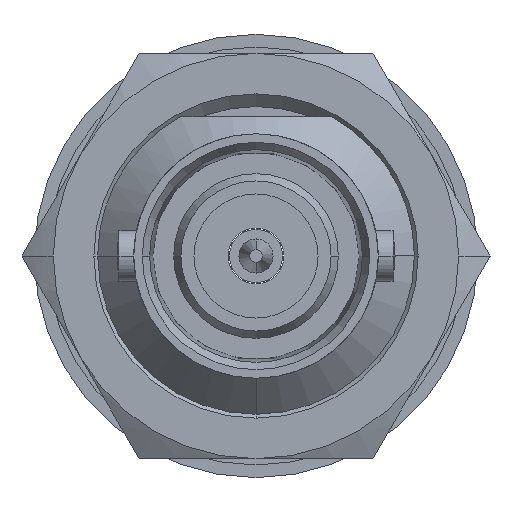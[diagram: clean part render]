
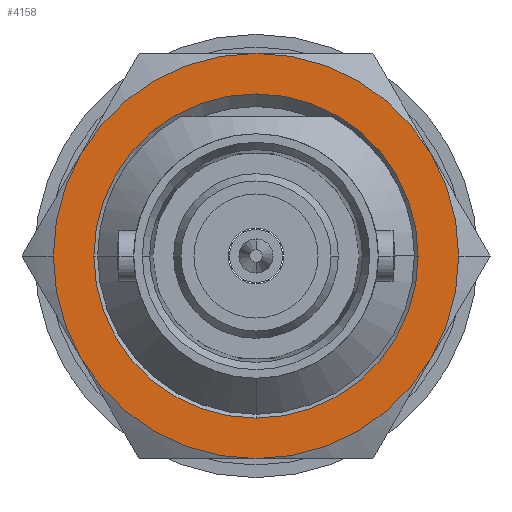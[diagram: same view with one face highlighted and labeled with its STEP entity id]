
A CAD part, left-side view. The second image highlights one B-rep face of the part: STEP entity #4158.
In plain terms, the highlighted planar face has unit normal (-1, 0, 0).
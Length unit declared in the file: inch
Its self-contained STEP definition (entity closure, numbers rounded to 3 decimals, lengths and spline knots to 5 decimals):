
#174 = DIRECTION ( 'NONE',  ( 0., -1., 0. ) ) ;
#184 = DIRECTION ( 'NONE',  ( -1., 0., 0. ) ) ;
#456 = CARTESIAN_POINT ( 'NONE',  ( 0., 0., 0. ) ) ;
#520 = FACE_OUTER_BOUND ( 'NONE', #2613, .T. ) ;
#861 = EDGE_CURVE ( 'NONE', #6646, #6920, #986, .T. ) ;
#866 = CIRCLE ( 'NONE', #2761, 0.31496 ) ;
#946 = DIRECTION ( 'NONE',  ( 1., 0., 0. ) ) ;
#986 = CIRCLE ( 'NONE', #5430, 0.31496 ) ;
#1025 = AXIS2_PLACEMENT_3D ( 'NONE', #6076, #7207, #3656 ) ;
#1033 = EDGE_CURVE ( 'NONE', #1979, #7668, #866, .T. ) ;
#1068 = CARTESIAN_POINT ( 'NONE',  ( 0., 0.25197, 0. ) ) ;
#1137 = CIRCLE ( 'NONE', #1885, 0.31496 ) ;
#1206 = VERTEX_POINT ( 'NONE', #5912 ) ;
#1222 = EDGE_CURVE ( 'NONE', #3833, #3905, #6332, .T. ) ;
#1251 = EDGE_CURVE ( 'NONE', #3874, #6920, #3888, .T. ) ;
#1355 = CARTESIAN_POINT ( 'NONE',  ( 0., 0., 0.31496 ) ) ;
#1356 = CARTESIAN_POINT ( 'NONE',  ( 0., 0., 0. ) ) ;
#1615 = VERTEX_POINT ( 'NONE', #7517 ) ;
#1712 = ORIENTED_EDGE ( 'NONE', *, *, #2547, .F. ) ;
#1759 = AXIS2_PLACEMENT_3D ( 'NONE', #3368, #946, #5203 ) ;
#1767 = ORIENTED_EDGE ( 'NONE', *, *, #3325, .T. ) ;
#1885 = AXIS2_PLACEMENT_3D ( 'NONE', #3324, #5695, #4606 ) ;
#1918 = EDGE_CURVE ( 'NONE', #6026, #6646, #7348, .T. ) ;
#1979 = VERTEX_POINT ( 'NONE', #7277 ) ;
#2421 = PLANE ( 'NONE',  #7138 ) ;
#2547 = EDGE_CURVE ( 'NONE', #6026, #1206, #1137, .T. ) ;
#2573 = EDGE_CURVE ( 'NONE', #1979, #3874, #2779, .T. ) ;
#2613 = EDGE_LOOP ( 'NONE', ( #3160, #1712, #6534, #3802, #5182, #7308, #4269, #3460 ) ) ;
#2761 = AXIS2_PLACEMENT_3D ( 'NONE', #4509, #184, #5191 ) ;
#2779 = CIRCLE ( 'NONE', #1759, 0.31496 ) ;
#2916 = DIRECTION ( 'NONE',  ( 1., 0., 0. ) ) ;
#2946 = AXIS2_PLACEMENT_3D ( 'NONE', #4183, #4831, #6702 ) ;
#3033 = CARTESIAN_POINT ( 'NONE',  ( 0., 0., 0. ) ) ;
#3160 = ORIENTED_EDGE ( 'NONE', *, *, #5332, .F. ) ;
#3324 = CARTESIAN_POINT ( 'NONE',  ( 0., 0., 0. ) ) ;
#3325 = EDGE_CURVE ( 'NONE', #6403, #3833, #4730, .T. ) ;
#3368 = CARTESIAN_POINT ( 'NONE',  ( 0., 0., 0. ) ) ;
#3460 = ORIENTED_EDGE ( 'NONE', *, *, #5459, .T. ) ;
#3547 = CARTESIAN_POINT ( 'NONE',  ( 0., 0., 0. ) ) ;
#3656 = DIRECTION ( 'NONE',  ( 0., -0.866, -0.5 ) ) ;
#3742 = DIRECTION ( 'NONE',  ( -1., 0., 0. ) ) ;
#3802 = ORIENTED_EDGE ( 'NONE', *, *, #861, .T. ) ;
#3833 = VERTEX_POINT ( 'NONE', #7466 ) ;
#3874 = VERTEX_POINT ( 'NONE', #1355 ) ;
#3888 = CIRCLE ( 'NONE', #4805, 0.31496 ) ;
#3905 = VERTEX_POINT ( 'NONE', #4332 ) ;
#3951 = CIRCLE ( 'NONE', #7141, 0.25197 ) ;
#4076 = DIRECTION ( 'NONE',  ( 0., 0., -1. ) ) ;
#4117 = CARTESIAN_POINT ( 'NONE',  ( 0., 0., 0. ) ) ;
#4158 = ADVANCED_FACE ( 'NONE', ( #5413, #520 ), #2421, .F. ) ;
#4183 = CARTESIAN_POINT ( 'NONE',  ( 0., 0., 0. ) ) ;
#4269 = ORIENTED_EDGE ( 'NONE', *, *, #1033, .T. ) ;
#4332 = CARTESIAN_POINT ( 'NONE',  ( 0., 0., -0.25197 ) ) ;
#4509 = CARTESIAN_POINT ( 'NONE',  ( 0., 0., 0. ) ) ;
#4606 = DIRECTION ( 'NONE',  ( 0., -0.866, -0.5 ) ) ;
#4629 = DIRECTION ( 'NONE',  ( 0., 0., 1. ) ) ;
#4653 = EDGE_LOOP ( 'NONE', ( #7470, #6081, #1767 ) ) ;
#4658 = EDGE_CURVE ( 'NONE', #3905, #6403, #3951, .T. ) ;
#4730 = CIRCLE ( 'NONE', #2946, 0.25197 ) ;
#4740 = CARTESIAN_POINT ( 'NONE',  ( 0., 0., 0. ) ) ;
#4750 = DIRECTION ( 'NONE',  ( 0., -1., 0. ) ) ;
#4805 = AXIS2_PLACEMENT_3D ( 'NONE', #3547, #2916, #4629 ) ;
#4831 = DIRECTION ( 'NONE',  ( 1., 0., 0. ) ) ;
#4848 = DIRECTION ( 'NONE',  ( 0., 1., 0. ) ) ;
#4875 = AXIS2_PLACEMENT_3D ( 'NONE', #4117, #7737, #4076 ) ;
#5034 = CARTESIAN_POINT ( 'NONE',  ( 0., -0.31496, 0. ) ) ;
#5125 = CIRCLE ( 'NONE', #4875, 0.31496 ) ;
#5182 = ORIENTED_EDGE ( 'NONE', *, *, #1251, .F. ) ;
#5191 = DIRECTION ( 'NONE',  ( 0., 0.866, 0.5 ) ) ;
#5203 = DIRECTION ( 'NONE',  ( 0., 0.866, 0.5 ) ) ;
#5332 = EDGE_CURVE ( 'NONE', #1206, #1615, #5125, .T. ) ;
#5344 = DIRECTION ( 'NONE',  ( 1., 0., 0. ) ) ;
#5413 = FACE_BOUND ( 'NONE', #4653, .T. ) ;
#5430 = AXIS2_PLACEMENT_3D ( 'NONE', #3033, #6704, #7840 ) ;
#5459 = EDGE_CURVE ( 'NONE', #7668, #1615, #7154, .T. ) ;
#5623 = DIRECTION ( 'NONE',  ( 1., 0., 0. ) ) ;
#5695 = DIRECTION ( 'NONE',  ( 1., 0., 0. ) ) ;
#5912 = CARTESIAN_POINT ( 'NONE',  ( 0., 0., -0.31496 ) ) ;
#6026 = VERTEX_POINT ( 'NONE', #6160 ) ;
#6032 = AXIS2_PLACEMENT_3D ( 'NONE', #6602, #3742, #6191 ) ;
#6076 = CARTESIAN_POINT ( 'NONE',  ( 0., 0., 0. ) ) ;
#6081 = ORIENTED_EDGE ( 'NONE', *, *, #4658, .T. ) ;
#6160 = CARTESIAN_POINT ( 'NONE',  ( 0., -0.27276, -0.15748 ) ) ;
#6191 = DIRECTION ( 'NONE',  ( 0., 0.866, 0.5 ) ) ;
#6332 = CIRCLE ( 'NONE', #7315, 0.25197 ) ;
#6403 = VERTEX_POINT ( 'NONE', #1068 ) ;
#6482 = CARTESIAN_POINT ( 'NONE',  ( 0., 0.31496, 0. ) ) ;
#6534 = ORIENTED_EDGE ( 'NONE', *, *, #1918, .T. ) ;
#6602 = CARTESIAN_POINT ( 'NONE',  ( 0., 0., 0. ) ) ;
#6646 = VERTEX_POINT ( 'NONE', #5034 ) ;
#6702 = DIRECTION ( 'NONE',  ( 0., 1., 0. ) ) ;
#6704 = DIRECTION ( 'NONE',  ( -1., 0., 0. ) ) ;
#6920 = VERTEX_POINT ( 'NONE', #7318 ) ;
#7138 = AXIS2_PLACEMENT_3D ( 'NONE', #4740, #7224, #4848 ) ;
#7141 = AXIS2_PLACEMENT_3D ( 'NONE', #1356, #5623, #174 ) ;
#7154 = CIRCLE ( 'NONE', #6032, 0.31496 ) ;
#7207 = DIRECTION ( 'NONE',  ( -1., 0., 0. ) ) ;
#7224 = DIRECTION ( 'NONE',  ( 1., 0., 0. ) ) ;
#7277 = CARTESIAN_POINT ( 'NONE',  ( 0., 0.27276, 0.15748 ) ) ;
#7308 = ORIENTED_EDGE ( 'NONE', *, *, #2573, .F. ) ;
#7315 = AXIS2_PLACEMENT_3D ( 'NONE', #456, #5344, #4750 ) ;
#7318 = CARTESIAN_POINT ( 'NONE',  ( 0., -0.27276, 0.15748 ) ) ;
#7348 = CIRCLE ( 'NONE', #1025, 0.31496 ) ;
#7466 = CARTESIAN_POINT ( 'NONE',  ( 0., -0.25197, 0. ) ) ;
#7470 = ORIENTED_EDGE ( 'NONE', *, *, #1222, .T. ) ;
#7517 = CARTESIAN_POINT ( 'NONE',  ( 0., 0.27276, -0.15748 ) ) ;
#7668 = VERTEX_POINT ( 'NONE', #6482 ) ;
#7737 = DIRECTION ( 'NONE',  ( 1., 0., 0. ) ) ;
#7840 = DIRECTION ( 'NONE',  ( 0., -0.866, -0.5 ) ) ;
